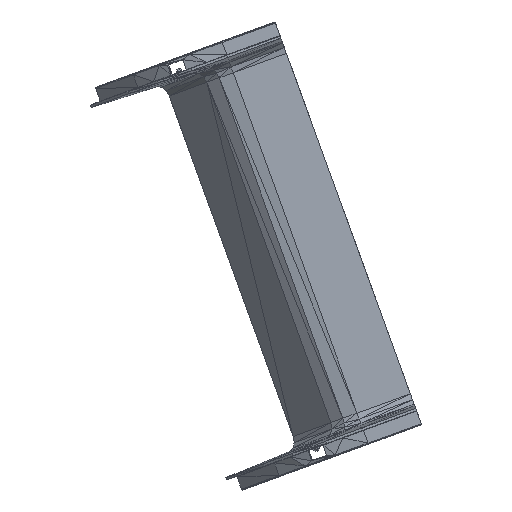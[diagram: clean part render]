
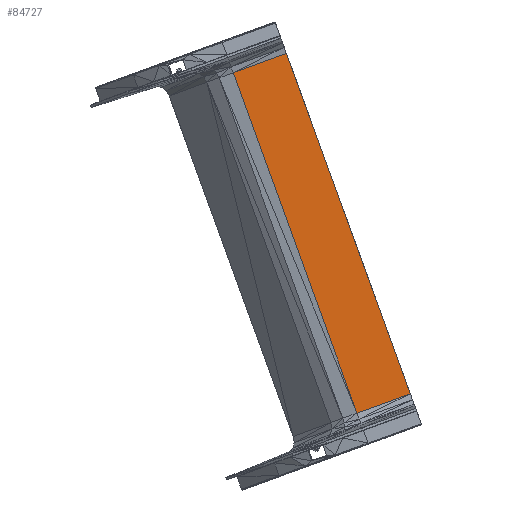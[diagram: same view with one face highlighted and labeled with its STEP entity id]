
A CAD part, top view. The second image highlights one B-rep face of the part: STEP entity #84727.
In plain terms, the highlighted planar face has unit normal (0, 0, 1).
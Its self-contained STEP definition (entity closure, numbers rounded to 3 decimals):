
#5231 = VERTEX_POINT('',#5232);
#5232 = CARTESIAN_POINT('',(-5.47,416.587,-101.));
#5241 = PLANE('',#5242);
#5242 = AXIS2_PLACEMENT_3D('',#5243,#5244,#5245);
#5243 = CARTESIAN_POINT('',(47.212,261.388,
    -101.711));
#5244 = DIRECTION('',(-0.183,-0.067,0.981
    ));
#5245 = DIRECTION('',(0.983,0.,0.184)
  );
#5266 = VERTEX_POINT('',#5267);
#5267 = CARTESIAN_POINT('',(109.005,102.069,-101.));
#5293 = EDGE_CURVE('',#5231,#5266,#5294,.T.);
#5294 = SURFACE_CURVE('',#5295,(#5299,#5306),.PCURVE_S1.);
#5295 = LINE('',#5296,#5297);
#5296 = CARTESIAN_POINT('',(-5.47,416.587,-101.));
#5297 = VECTOR('',#5298,1.);
#5298 = DIRECTION('',(0.342,-0.94,0.));
#5299 = PCURVE('',#5241,#5300);
#5300 = DEFINITIONAL_REPRESENTATION('',(#5301),#5305);
#5301 = LINE('',#5302,#5303);
#5302 = CARTESIAN_POINT('',(-51.655,155.546));
#5303 = VECTOR('',#5304,1.);
#5304 = DIRECTION('',(0.336,-0.942));
#5305 = ( GEOMETRIC_REPRESENTATION_CONTEXT(2) 
PARAMETRIC_REPRESENTATION_CONTEXT() REPRESENTATION_CONTEXT('2D SPACE',''
  ) );
#5306 = PCURVE('',#5307,#5312);
#5307 = PLANE('',#5308);
#5308 = AXIS2_PLACEMENT_3D('',#5309,#5310,#5311);
#5309 = CARTESIAN_POINT('',(76.332,268.269,-101.));
#5310 = DIRECTION('',(0.,0.,1.));
#5311 = DIRECTION('',(1.,0.,0.));
#5312 = DEFINITIONAL_REPRESENTATION('',(#5313),#5317);
#5313 = LINE('',#5314,#5315);
#5314 = CARTESIAN_POINT('',(-81.802,148.319));
#5315 = VECTOR('',#5316,1.);
#5316 = DIRECTION('',(0.342,-0.94));
#5317 = ( GEOMETRIC_REPRESENTATION_CONTEXT(2) 
PARAMETRIC_REPRESENTATION_CONTEXT() REPRESENTATION_CONTEXT('2D SPACE',''
  ) );
#27180 = VERTEX_POINT('',#27181);
#27181 = CARTESIAN_POINT('',(43.658,434.469,-101.));
#27195 = PLANE('',#27196);
#27196 = AXIS2_PLACEMENT_3D('',#27197,#27198,#27199);
#27197 = CARTESIAN_POINT('',(19.91,427.485,
    -100.59));
#27198 = DIRECTION('',(0.087,-0.239,0.967
    ));
#27199 = DIRECTION('',(0.,0.971,0.24));
#27253 = PLANE('',#27254);
#27254 = AXIS2_PLACEMENT_3D('',#27255,#27256,#27257);
#27255 = CARTESIAN_POINT('',(100.641,277.911,
    -101.753));
#27256 = DIRECTION('',(0.94,0.342,0.));
#27257 = DIRECTION('',(-0.342,0.94,0.));
#27379 = EDGE_CURVE('',#27180,#27380,#27382,.T.);
#27380 = VERTEX_POINT('',#27381);
#27381 = CARTESIAN_POINT('',(158.134,119.95,-101.));
#27382 = SURFACE_CURVE('',#27383,(#27387,#27394),.PCURVE_S1.);
#27383 = LINE('',#27384,#27385);
#27384 = CARTESIAN_POINT('',(43.658,434.469,-101.));
#27385 = VECTOR('',#27386,1.);
#27386 = DIRECTION('',(0.342,-0.94,0.));
#27387 = PCURVE('',#27253,#27388);
#27388 = DEFINITIONAL_REPRESENTATION('',(#27389),#27393);
#27389 = LINE('',#27390,#27391);
#27390 = CARTESIAN_POINT('',(166.605,0.753));
#27391 = VECTOR('',#27392,1.);
#27392 = DIRECTION('',(-1.,0.));
#27393 = ( GEOMETRIC_REPRESENTATION_CONTEXT(2) 
PARAMETRIC_REPRESENTATION_CONTEXT() REPRESENTATION_CONTEXT('2D SPACE',''
  ) );
#27394 = PCURVE('',#5307,#27395);
#27395 = DEFINITIONAL_REPRESENTATION('',(#27396),#27400);
#27396 = LINE('',#27397,#27398);
#27397 = CARTESIAN_POINT('',(-32.673,166.2));
#27398 = VECTOR('',#27399,1.);
#27399 = DIRECTION('',(0.342,-0.94));
#27400 = ( GEOMETRIC_REPRESENTATION_CONTEXT(2) 
PARAMETRIC_REPRESENTATION_CONTEXT() REPRESENTATION_CONTEXT('2D SPACE',''
  ) );
#35630 = PLANE('',#35631);
#35631 = AXIS2_PLACEMENT_3D('',#35632,#35633,#35634);
#35632 = CARTESIAN_POINT('',(132.754,109.052,
    -100.59));
#35633 = DIRECTION('',(-0.087,0.239,0.967
    ));
#35634 = DIRECTION('',(0.,0.971,-0.24
    ));
#35698 = EDGE_CURVE('',#5266,#27380,#35699,.T.);
#35699 = SURFACE_CURVE('',#35700,(#35704,#35711),.PCURVE_S1.);
#35700 = LINE('',#35701,#35702);
#35701 = CARTESIAN_POINT('',(109.005,102.069,-101.));
#35702 = VECTOR('',#35703,1.);
#35703 = DIRECTION('',(0.94,0.342,0.));
#35704 = PCURVE('',#35630,#35705);
#35705 = DEFINITIONAL_REPRESENTATION('',(#35706),#35710);
#35706 = LINE('',#35707,#35708);
#35707 = CARTESIAN_POINT('',(-6.682,23.839));
#35708 = VECTOR('',#35709,1.);
#35709 = DIRECTION('',(0.332,-0.943));
#35710 = ( GEOMETRIC_REPRESENTATION_CONTEXT(2) 
PARAMETRIC_REPRESENTATION_CONTEXT() REPRESENTATION_CONTEXT('2D SPACE',''
  ) );
#35711 = PCURVE('',#5307,#35712);
#35712 = DEFINITIONAL_REPRESENTATION('',(#35713),#35717);
#35713 = LINE('',#35714,#35715);
#35714 = CARTESIAN_POINT('',(32.673,-166.2));
#35715 = VECTOR('',#35716,1.);
#35716 = DIRECTION('',(0.94,0.342));
#35717 = ( GEOMETRIC_REPRESENTATION_CONTEXT(2) 
PARAMETRIC_REPRESENTATION_CONTEXT() REPRESENTATION_CONTEXT('2D SPACE',''
  ) );
#35775 = EDGE_CURVE('',#5231,#27180,#35776,.T.);
#35776 = SURFACE_CURVE('',#35777,(#35781,#35788),.PCURVE_S1.);
#35777 = LINE('',#35778,#35779);
#35778 = CARTESIAN_POINT('',(-5.47,416.587,-101.));
#35779 = VECTOR('',#35780,1.);
#35780 = DIRECTION('',(0.94,0.342,0.));
#35781 = PCURVE('',#27195,#35782);
#35782 = DEFINITIONAL_REPRESENTATION('',(#35783),#35787);
#35783 = LINE('',#35784,#35785);
#35784 = CARTESIAN_POINT('',(-10.678,25.476));
#35785 = VECTOR('',#35786,1.);
#35786 = DIRECTION('',(0.332,-0.943));
#35787 = ( GEOMETRIC_REPRESENTATION_CONTEXT(2) 
PARAMETRIC_REPRESENTATION_CONTEXT() REPRESENTATION_CONTEXT('2D SPACE',''
  ) );
#35788 = PCURVE('',#5307,#35789);
#35789 = DEFINITIONAL_REPRESENTATION('',(#35790),#35794);
#35790 = LINE('',#35791,#35792);
#35791 = CARTESIAN_POINT('',(-81.802,148.319));
#35792 = VECTOR('',#35793,1.);
#35793 = DIRECTION('',(0.94,0.342));
#35794 = ( GEOMETRIC_REPRESENTATION_CONTEXT(2) 
PARAMETRIC_REPRESENTATION_CONTEXT() REPRESENTATION_CONTEXT('2D SPACE',''
  ) );
#84727 = ADVANCED_FACE('',(#84728),#5307,.T.);
#84728 = FACE_BOUND('',#84729,.T.);
#84729 = EDGE_LOOP('',(#84730,#84731,#84732,#84733));
#84730 = ORIENTED_EDGE('',*,*,#35698,.T.);
#84731 = ORIENTED_EDGE('',*,*,#27379,.F.);
#84732 = ORIENTED_EDGE('',*,*,#35775,.F.);
#84733 = ORIENTED_EDGE('',*,*,#5293,.T.);
